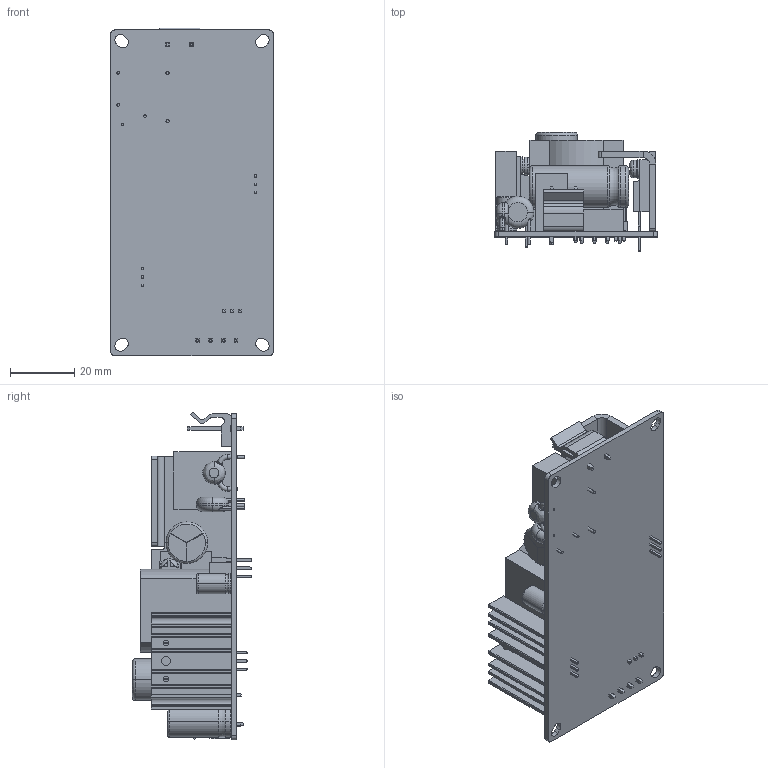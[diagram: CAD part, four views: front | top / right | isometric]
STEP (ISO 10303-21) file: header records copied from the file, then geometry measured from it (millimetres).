
FILE_DESCRIPTION((''),'2;1');
FILE_NAME('MPE-S133_135_136_-SB_ASM','2019-04-24T',('Annie'),(''),'PRO/ENGINEER BY PARAMETRIC TECHNOLOGY CORPORATION, 2011080','PRO/ENGINEER BY PARAMETRIC TECHNOLOGY CORPORATION, 2011080','');
FILE_SCHEMA(('CONFIG_CONTROL_DESIGN','SHAPE_APPEARANCE_LAYERS_GROUPS'));
Length unit declared in the file: millimetre
Products named in the file (17): 850-S13X; 710-8089-02; 710-8673-04; 800-S06A; 710-8812-03; 800-3025-1; 460-3010-PU; 790-923A; 500-12N6; 250-S468; 202-0168-KY; 205-0047-KY; 181-J471; 259-M210-Y1; 203-0215-ZL; 360-S13X; MPE-S133_135_136_-SB_ASM
Assembly tree (18 placements, depth 2):
  MPE-S133_135_136_-SB_ASM
    850-S13X
    710-8089-02
    710-8673-04
    800-S06A
    710-8812-03
    800-3025-1
    460-3010-PU
    790-923A  x2
    500-12N6
    250-S468
    202-0168-KY
    205-0047-KY
    181-J471
    259-M210-Y1
    203-0215-ZL  x2
    360-S13X
Bounding box: 50.8 x 37.26 x 102.19 mm (x, y, z)
Volume: 49821.4 mm3; surface area: 32302 mm2
Topology: 18 solids, 18 shells, 1043 faces, 2761 edges, 1806 vertices
Faces by surface type: plane 810, cylinder 164, torus 54, bspline 15
Entity records: 31985 total; most frequent: CARTESIAN_POINT 6981, ORIENTED_EDGE 5256, DIRECTION 4874, EDGE_CURVE 2628, VECTOR 2112, LINE 2112, VERTEX_POINT 1722, AXIS2_PLACEMENT_3D 1381
